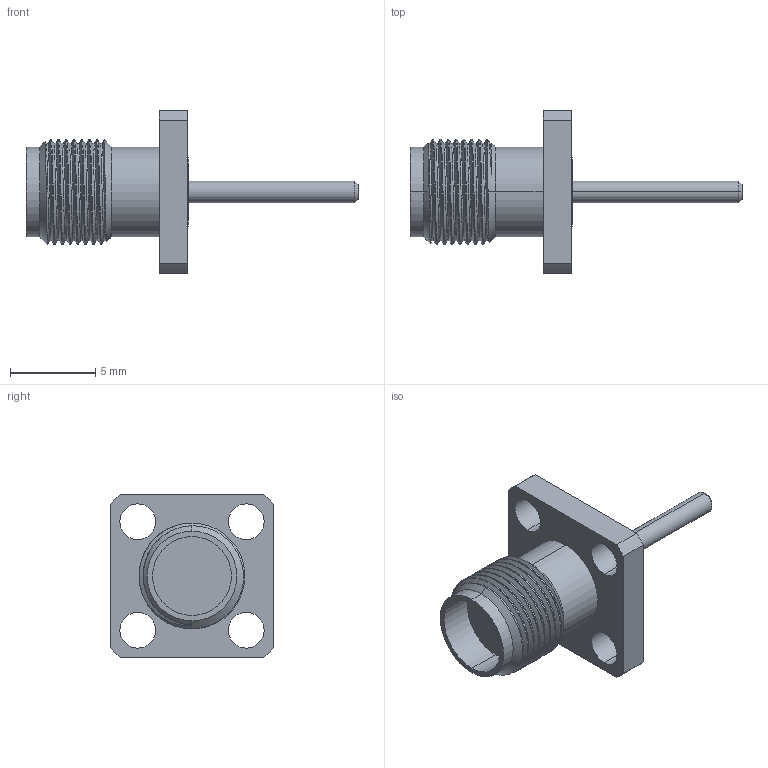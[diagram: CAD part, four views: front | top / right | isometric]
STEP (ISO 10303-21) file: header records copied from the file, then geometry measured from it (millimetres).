
FILE_DESCRIPTION (( 'STEP AP214' ), '1' );
FILE_NAME ('FMCN45927_3D.step', '2023-08-18T22:53:29', ( '' ), ( '' ), 'SwSTEP 2.0', 'SolidWorks 2022', '' );
FILE_SCHEMA (( 'AUTOMOTIVE_DESIGN' ));
Length unit declared in the file: millimetre
Products named in the file (1): FMCN45927_3D
Bounding box: 19.45 x 9.52 x 9.52 mm (x, y, z)
Volume: 297.7 mm3; surface area: 510.9 mm2
Topology: 2 solids, 2 shells, 80 faces, 190 edges, 124 vertices
Faces by surface type: cylinder 51, plane 19, cone 7, bspline 3
Entity records: 3704 total; most frequent: CARTESIAN_POINT 1852, ORIENTED_EDGE 380, DIRECTION 374, EDGE_CURVE 190, AXIS2_PLACEMENT_3D 152, VERTEX_POINT 124, EDGE_LOOP 98, ADVANCED_FACE 80
